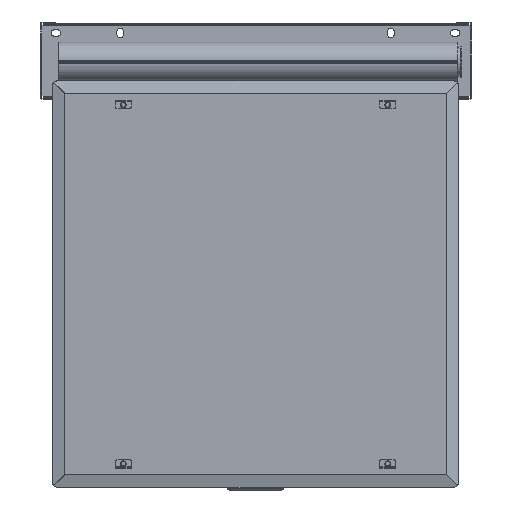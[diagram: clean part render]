
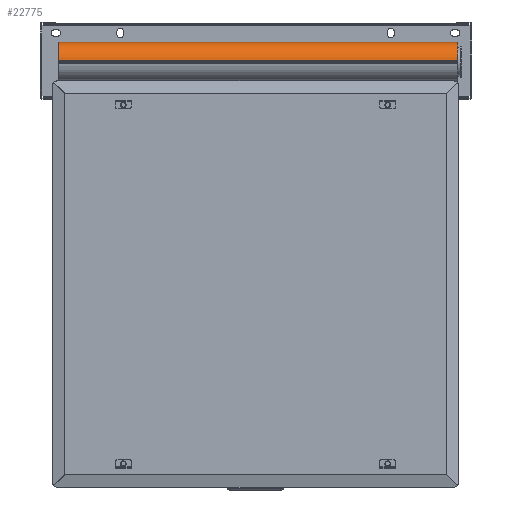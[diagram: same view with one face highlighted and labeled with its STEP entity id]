
A CAD part, front view. The second image highlights one B-rep face of the part: STEP entity #22775.
In plain terms, the highlighted cylindrical face has radius 31 mm (diameter 62 mm), a partial arc.
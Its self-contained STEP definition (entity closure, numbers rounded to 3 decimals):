
#2884 = LINE ( 'NONE', #38593, #54839 ) ;
#5523 = CARTESIAN_POINT ( 'NONE',  ( 318.3, -44., 377.732 ) ) ;
#6144 = CARTESIAN_POINT ( 'NONE',  ( -309.7, -44., 377.732 ) ) ;
#7087 = AXIS2_PLACEMENT_3D ( 'NONE', #40945, #41223, #36834 ) ;
#7359 = VERTEX_POINT ( 'NONE', #15810 ) ;
#9395 = ORIENTED_EDGE ( 'NONE', *, *, #20433, .F. ) ;
#9505 = EDGE_LOOP ( 'NONE', ( #50711, #36272, #21219, #9395 ) ) ;
#11254 = EDGE_CURVE ( 'Defeature ausgef�hrt101_209+Defeature ausgef�hrt101_206+Defeature ausgef�hrt101_207+Defeature ausgef�hrt101_205', #38786, #7359, #34828, .T. ) ;
#15810 = CARTESIAN_POINT ( 'NONE',  ( 318.3, -74.94, 348.663 ) ) ;
#18404 = DIRECTION ( 'NONE',  ( -1., 0., 0. ) ) ;
#20433 = EDGE_CURVE ( 'Defeature ausgef�hrt101_205+Defeature ausgef�hrt101_206+Defeature ausgef�hrt101_209+Defeature ausgef�hrt101_208', #7359, #40294, #2884, .T. ) ;
#21219 = ORIENTED_EDGE ( 'NONE', *, *, #38793, .T. ) ;
#22775 = ADVANCED_FACE ( 'Defeature ausgef�hrt101_206', ( #31553 ), #28049, .T. ) ;
#27183 = DIRECTION ( 'NONE',  ( -1., 0., 0. ) ) ;
#28049 = CYLINDRICAL_SURFACE ( 'NONE', #30863, 31. ) ;
#30863 = AXIS2_PLACEMENT_3D ( 'NONE', #45893, #18404, #45328 ) ;
#31553 = FACE_OUTER_BOUND ( 'NONE', #9505, .T. ) ;
#34828 = CIRCLE ( 'NONE', #54388, 31. ) ;
#36102 = DIRECTION ( 'NONE',  ( 1., 0., 0. ) ) ;
#36272 = ORIENTED_EDGE ( 'NONE', *, *, #39876, .T. ) ;
#36834 = DIRECTION ( 'NONE',  ( 0., 0., 1. ) ) ;
#37420 = LINE ( 'NONE', #49983, #52842 ) ;
#38593 = CARTESIAN_POINT ( 'NONE',  ( 318.3, -74.94, 348.663 ) ) ;
#38786 = VERTEX_POINT ( 'NONE', #5523 ) ;
#38793 = EDGE_CURVE ( 'Defeature ausgef�hrt101_206+Defeature ausgef�hrt101_208+Defeature ausgef�hrt101_207+Defeature ausgef�hrt101_205', #42385, #40294, #49089, .T. ) ;
#39876 = EDGE_CURVE ( 'NONE', #38786, #42385, #37420, .T. ) ;
#40294 = VERTEX_POINT ( 'NONE', #44776 ) ;
#40945 = CARTESIAN_POINT ( 'NONE',  ( -309.7, -44., 346.732 ) ) ;
#41223 = DIRECTION ( 'NONE',  ( 1., 0., 0. ) ) ;
#42385 = VERTEX_POINT ( 'NONE', #6144 ) ;
#44776 = CARTESIAN_POINT ( 'NONE',  ( -309.7, -74.94, 348.663 ) ) ;
#45328 = DIRECTION ( 'NONE',  ( 0., 0., -1. ) ) ;
#45893 = CARTESIAN_POINT ( 'NONE',  ( 318.3, -44., 346.732 ) ) ;
#49089 = CIRCLE ( 'NONE', #7087, 31. ) ;
#49268 = CARTESIAN_POINT ( 'NONE',  ( 318.3, -44., 346.732 ) ) ;
#49555 = DIRECTION ( 'NONE',  ( 0., 0., 1. ) ) ;
#49983 = CARTESIAN_POINT ( 'NONE',  ( 318.3, -44., 377.732 ) ) ;
#50711 = ORIENTED_EDGE ( 'NONE', *, *, #11254, .F. ) ;
#52842 = VECTOR ( 'NONE', #27183, 1000. ) ;
#54388 = AXIS2_PLACEMENT_3D ( 'NONE', #49268, #36102, #49555 ) ;
#54839 = VECTOR ( 'NONE', #56425, 1000. ) ;
#56425 = DIRECTION ( 'NONE',  ( -1., 0., 0. ) ) ;
